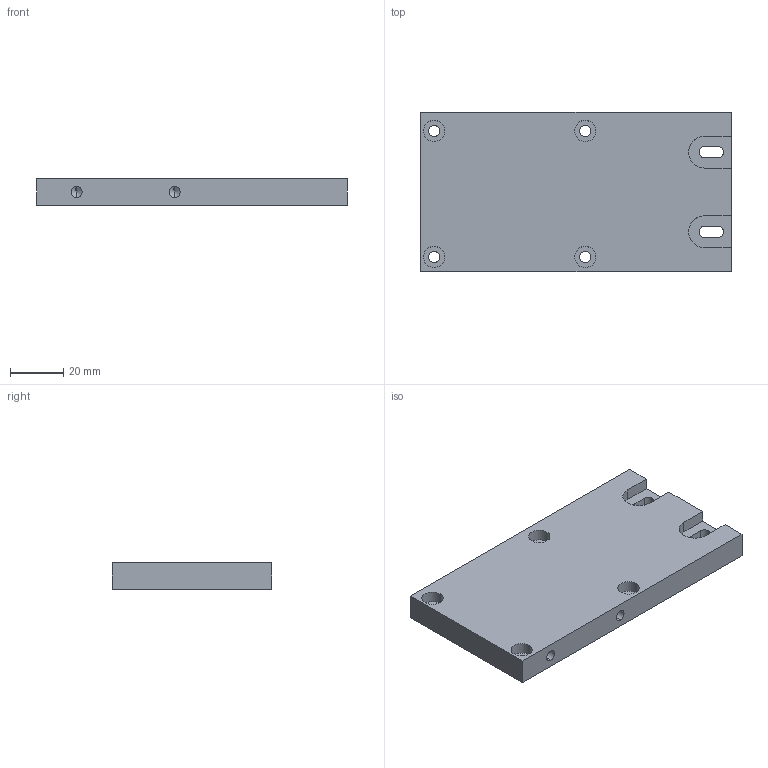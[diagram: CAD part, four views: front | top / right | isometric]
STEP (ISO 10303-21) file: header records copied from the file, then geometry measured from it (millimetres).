
FILE_DESCRIPTION (( 'STEP AP214' ), '1' );
FILE_NAME ('XW-USI-007-Aa-support-moteur-2.STEP', '2020-05-25T07:07:22', ( '' ), ( '' ), 'SwSTEP 2.0', 'SolidWorks 2016', '' );
FILE_SCHEMA (( 'AUTOMOTIVE_DESIGN' ));
Length unit declared in the file: millimetre
Products named in the file (1): XW-USI-007-Aa-support-moteur-2
Bounding box: 117 x 60 x 10 mm (x, y, z)
Volume: 66246.9 mm3; surface area: 19313.5 mm2
Topology: 1 solids, 1 shells, 60 faces, 154 edges, 96 vertices
Faces by surface type: cylinder 32, plane 20, cone 8
Entity records: 1928 total; most frequent: DIRECTION 332, CARTESIAN_POINT 303, ORIENTED_EDGE 292, EDGE_CURVE 146, AXIS2_PLACEMENT_3D 125, VERTEX_POINT 96, LINE 82, VECTOR 82
